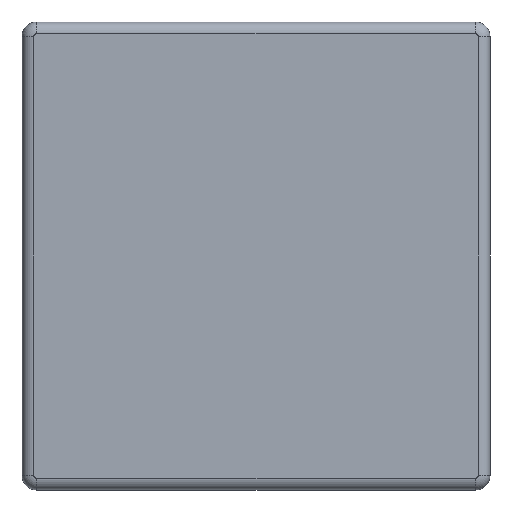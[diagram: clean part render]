
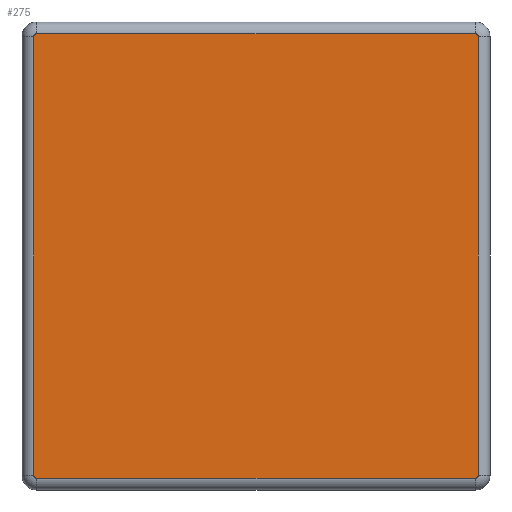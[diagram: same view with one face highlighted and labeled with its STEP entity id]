
A CAD part, front view. The second image highlights one B-rep face of the part: STEP entity #275.
In plain terms, the highlighted planar face has unit normal (0, -1, 0).
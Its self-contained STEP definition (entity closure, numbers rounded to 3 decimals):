
#163 = DIRECTION ( 'NONE',  ( 0., 0., -1. ) ) ;
#268 = ORIENTED_EDGE ( 'NONE', *, *, #317, .F. ) ;
#270 = EDGE_LOOP ( 'NONE', ( #268, #323, #313, #368, #350, #360, #355, #352 ) ) ;
#275 = ADVANCED_FACE ( 'NONE', ( #857 ), #599, .T. ) ;
#313 = ORIENTED_EDGE ( 'NONE', *, *, #370, .F. ) ;
#317 = EDGE_CURVE ( 'NONE', #319, #318, #937, .T. ) ;
#318 = VERTEX_POINT ( 'NONE', #992 ) ;
#319 = VERTEX_POINT ( 'NONE', #987 ) ;
#321 = VERTEX_POINT ( 'NONE', #944 ) ;
#323 = ORIENTED_EDGE ( 'NONE', *, *, #376, .T. ) ;
#346 = EDGE_CURVE ( 'NONE', #351, #354, #1015, .T. ) ;
#348 = EDGE_CURVE ( 'NONE', #367, #354, #1008, .T. ) ;
#349 = EDGE_CURVE ( 'NONE', #351, #359, #999, .T. ) ;
#350 = ORIENTED_EDGE ( 'NONE', *, *, #346, .F. ) ;
#351 = VERTEX_POINT ( 'NONE', #1014 ) ;
#352 = ORIENTED_EDGE ( 'NONE', *, *, #371, .T. ) ;
#354 = VERTEX_POINT ( 'NONE', #1013 ) ;
#355 = ORIENTED_EDGE ( 'NONE', *, *, #356, .F. ) ;
#356 = EDGE_CURVE ( 'NONE', #358, #359, #1006, .T. ) ;
#358 = VERTEX_POINT ( 'NONE', #1048 ) ;
#359 = VERTEX_POINT ( 'NONE', #1004 ) ;
#360 = ORIENTED_EDGE ( 'NONE', *, *, #349, .T. ) ;
#367 = VERTEX_POINT ( 'NONE', #1047 ) ;
#368 = ORIENTED_EDGE ( 'NONE', *, *, #348, .T. ) ;
#370 = EDGE_CURVE ( 'NONE', #367, #321, #1046, .T. ) ;
#371 = EDGE_CURVE ( 'NONE', #358, #318, #1030, .T. ) ;
#376 = EDGE_CURVE ( 'NONE', #319, #321, #1085, .T. ) ;
#596 = DIRECTION ( 'NONE',  ( 0., -1., 0. ) ) ;
#597 = CARTESIAN_POINT ( 'NONE',  ( -40., 0., -40. ) ) ;
#598 = AXIS2_PLACEMENT_3D ( 'NONE', #597, #596, #163 ) ;
#599 = PLANE ( 'NONE',  #598 ) ;
#857 = FACE_OUTER_BOUND ( 'NONE', #270, .T. ) ;
#937 = CIRCLE ( 'NONE', #941, 0.5 ) ;
#941 = AXIS2_PLACEMENT_3D ( 'NONE', #945, #985, #984 ) ;
#944 = CARTESIAN_POINT ( 'NONE',  ( -37.5, 0., 38. ) ) ;
#945 = CARTESIAN_POINT ( 'NONE',  ( 37.5, 0., 37.5 ) ) ;
#984 = DIRECTION ( 'NONE',  ( 0., 0., -1. ) ) ;
#985 = DIRECTION ( 'NONE',  ( 0., 1., 0. ) ) ;
#987 = CARTESIAN_POINT ( 'NONE',  ( 37.5, 0., 38. ) ) ;
#988 = DIRECTION ( 'NONE',  ( 0., 1., 0. ) ) ;
#992 = CARTESIAN_POINT ( 'NONE',  ( 38., 0., 37.5 ) ) ;
#994 = CARTESIAN_POINT ( 'NONE',  ( 37.5, 0., -37.5 ) ) ;
#997 = DIRECTION ( 'NONE',  ( 1., 0., 0. ) ) ;
#998 = VECTOR ( 'NONE', #997, 1000. ) ;
#999 = LINE ( 'NONE', #1007, #998 ) ;
#1001 = DIRECTION ( 'NONE',  ( 0., 0., -1. ) ) ;
#1002 = VECTOR ( 'NONE', #1001, 1000. ) ;
#1003 = CARTESIAN_POINT ( 'NONE',  ( -38., 0., -40. ) ) ;
#1004 = CARTESIAN_POINT ( 'NONE',  ( 37.5, 0., -38. ) ) ;
#1005 = DIRECTION ( 'NONE',  ( 0., 0., -1. ) ) ;
#1006 = CIRCLE ( 'NONE', #1053, 0.5 ) ;
#1007 = CARTESIAN_POINT ( 'NONE',  ( 40., 0., -38. ) ) ;
#1008 = LINE ( 'NONE', #1003, #1002 ) ;
#1012 = CARTESIAN_POINT ( 'NONE',  ( -37.5, 0., -37.5 ) ) ;
#1013 = CARTESIAN_POINT ( 'NONE',  ( -38., 0., -37.5 ) ) ;
#1014 = CARTESIAN_POINT ( 'NONE',  ( -37.5, 0., -38. ) ) ;
#1015 = CIRCLE ( 'NONE', #1021, 0.5 ) ;
#1021 = AXIS2_PLACEMENT_3D ( 'NONE', #1012, #988, #1005 ) ;
#1023 = CARTESIAN_POINT ( 'NONE',  ( -40., 0., 38. ) ) ;
#1027 = DIRECTION ( 'NONE',  ( 0., 0., 1. ) ) ;
#1028 = VECTOR ( 'NONE', #1027, 1000. ) ;
#1029 = CARTESIAN_POINT ( 'NONE',  ( 38., 0., 40. ) ) ;
#1030 = LINE ( 'NONE', #1029, #1028 ) ;
#1032 = DIRECTION ( 'NONE',  ( 0., 0., -1. ) ) ;
#1033 = DIRECTION ( 'NONE',  ( 0., 1., 0. ) ) ;
#1037 = AXIS2_PLACEMENT_3D ( 'NONE', #1049, #1033, #1032 ) ;
#1046 = CIRCLE ( 'NONE', #1037, 0.5 ) ;
#1047 = CARTESIAN_POINT ( 'NONE',  ( -38., 0., 37.5 ) ) ;
#1048 = CARTESIAN_POINT ( 'NONE',  ( 38., 0., -37.5 ) ) ;
#1049 = CARTESIAN_POINT ( 'NONE',  ( -37.5, 0., 37.5 ) ) ;
#1051 = DIRECTION ( 'NONE',  ( 0., 0., -1. ) ) ;
#1052 = DIRECTION ( 'NONE',  ( 0., 1., 0. ) ) ;
#1053 = AXIS2_PLACEMENT_3D ( 'NONE', #994, #1052, #1051 ) ;
#1083 = DIRECTION ( 'NONE',  ( -1., 0., 0. ) ) ;
#1084 = VECTOR ( 'NONE', #1083, 1000. ) ;
#1085 = LINE ( 'NONE', #1023, #1084 ) ;
